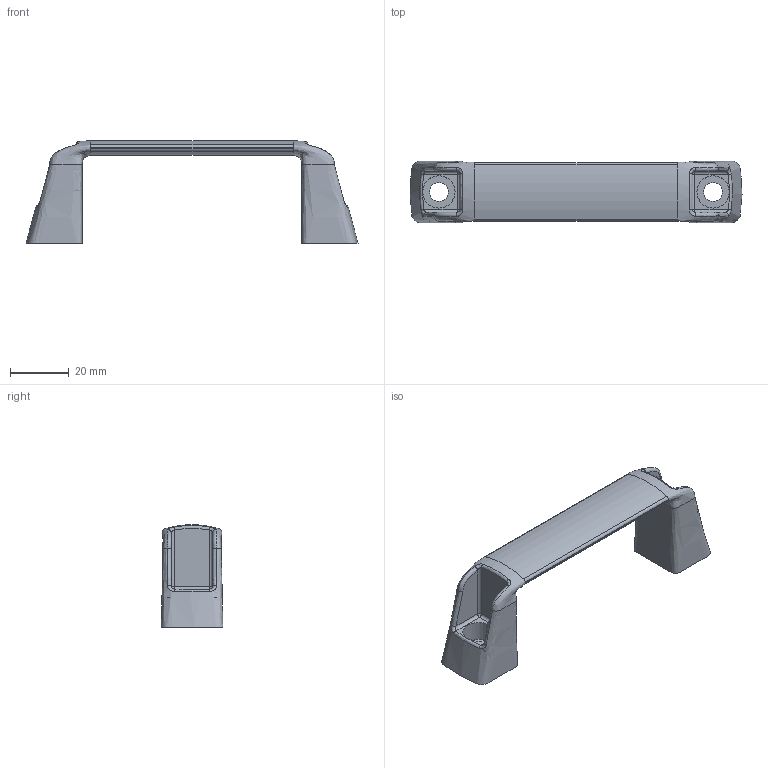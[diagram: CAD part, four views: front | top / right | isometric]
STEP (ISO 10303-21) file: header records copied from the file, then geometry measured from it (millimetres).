
FILE_DESCRIPTION(/* description */ (''),/* implementation_level */ '2;1');
FILE_NAME(/* name */ '620116.stp',/* time_stamp */ '2014-03-13T09:12:00+01:00',/* author */ ('jank'),/* organization */ ('Alutec K&K'),/* preprocessor_version */ 'ST-DEVELOPER v15.2',/* originating_system */ 'Autodesk Inventor 2014',/* authorisation */ '');
FILE_SCHEMA (('AUTOMOTIVE_DESIGN { 1 0 10303 214 3 1 1 }'));
Length unit declared in the file: millimetre
Products named in the file (1): 620116
Bounding box: 113.21 x 21 x 35 mm (x, y, z)
Volume: 17544.4 mm3; surface area: 11383.1 mm2
Topology: 1 solids, 1 shells, 98 faces, 251 edges, 157 vertices
Faces by surface type: plane 38, cylinder 32, bspline 24, sphere 4
Full cylindrical faces by diameter (mm): 6.4 x2, 11 x2
Entity records: 5284 total; most frequent: CARTESIAN_POINT 3022, ORIENTED_EDGE 486, DIRECTION 418, EDGE_CURVE 243, VERTEX_POINT 157, AXIS2_PLACEMENT_3D 155, EDGE_LOOP 112, LINE 108
